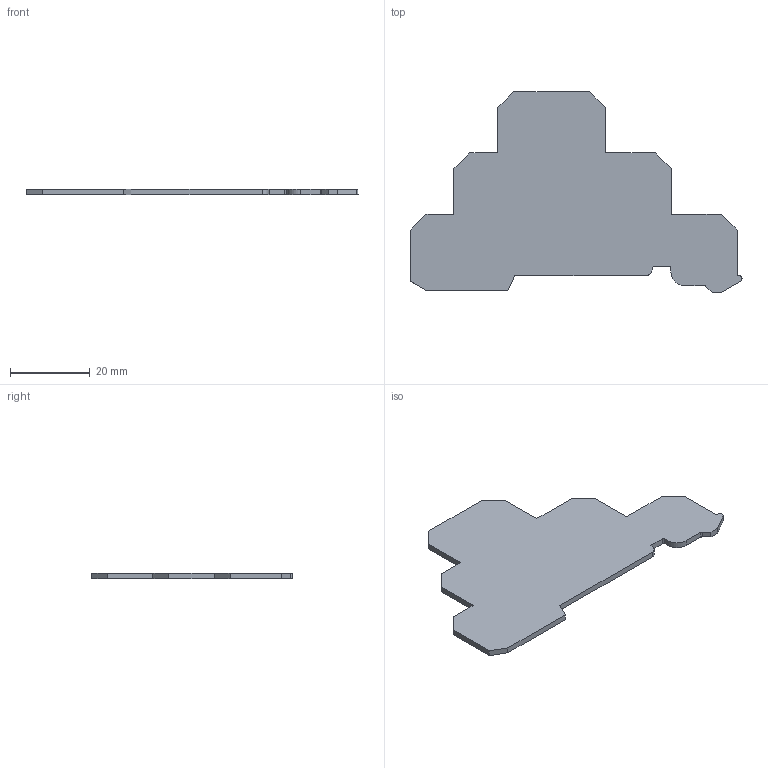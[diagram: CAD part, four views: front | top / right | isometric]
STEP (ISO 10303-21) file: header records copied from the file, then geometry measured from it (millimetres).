
FILE_DESCRIPTION(/* description */ (''),/* implementation_level */ '2;1');
FILE_NAME(/* name */ 'ikd25ap.stp',/* time_stamp */ '2012-01-25T10:46:45+01:00',/* author */ (''),/* organization */ (''),/* preprocessor_version */ 'ST-DEVELOPER v11',/* originating_system */ 'SIEMENS UGS NX 6.0',/* authorisation */ '');
FILE_SCHEMA (('CONFIG_CONTROL_DESIGN'));
Length unit declared in the file: millimetre
Products named in the file (1): ikd25ap.g1
Bounding box: 83.2 x 50.3 x 1.5 mm (x, y, z)
Volume: 3891.9 mm3; surface area: 5572.9 mm2
Topology: 1 solids, 1 shells, 36 faces, 102 edges, 68 vertices
Faces by surface type: plane 31, cylinder 5
Entity records: 1258 total; most frequent: CARTESIAN_POINT 255, ORIENTED_EDGE 204, DIRECTION 170, EDGE_CURVE 102, LINE 76, VECTOR 76, VERTEX_POINT 68, AXIS2_PLACEMENT_3D 47
